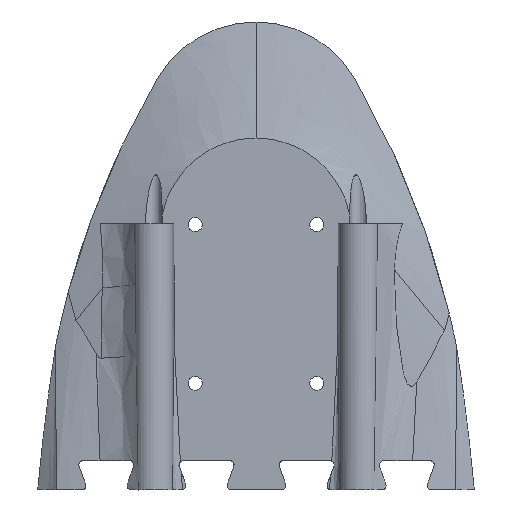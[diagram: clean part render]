
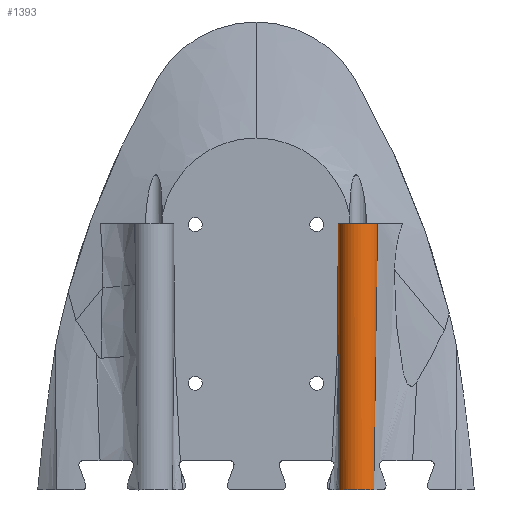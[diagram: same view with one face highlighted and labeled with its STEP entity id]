
A CAD part, front view. The second image highlights one B-rep face of the part: STEP entity #1393.
In plain terms, the highlighted cylindrical face has radius 7 mm (diameter 14 mm), a partial arc.
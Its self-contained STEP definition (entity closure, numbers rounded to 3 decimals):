
#131=FACE_OUTER_BOUND('',#214,.T.);
#214=EDGE_LOOP('',(#1250,#1251,#1252,#1253));
#250=CIRCLE('',#1485,7.);
#282=CIRCLE('',#1535,7.);
#487=B_SPLINE_CURVE_WITH_KNOTS('',3,(#2674,#2675,#2676,#2677,#2678),
 .UNSPECIFIED.,.F.,.F.,(4,1,4),(-1.013,2.841,8.081),
 .UNSPECIFIED.);
#497=B_SPLINE_CURVE_WITH_KNOTS('',3,(#2911,#2912,#2913,#2914,#2915,#2916),
 .UNSPECIFIED.,.F.,.F.,(4,1,1,4),(-9.052,-6.466,-3.879,
0.),.UNSPECIFIED.);
#602=VERTEX_POINT('',#2549);
#603=VERTEX_POINT('',#2560);
#608=VERTEX_POINT('',#2639);
#621=VERTEX_POINT('',#2761);
#773=EDGE_CURVE('',#603,#602,#250,.T.);
#781=EDGE_CURVE('',#608,#602,#487,.T.);
#827=EDGE_CURVE('',#603,#621,#497,.T.);
#865=EDGE_CURVE('',#621,#608,#282,.T.);
#1250=ORIENTED_EDGE('',*,*,#773,.T.);
#1251=ORIENTED_EDGE('',*,*,#781,.F.);
#1252=ORIENTED_EDGE('',*,*,#865,.F.);
#1253=ORIENTED_EDGE('',*,*,#827,.F.);
#1324=CYLINDRICAL_SURFACE('',#1534,7.);
#1393=ADVANCED_FACE('',(#131),#1324,.T.);
#1485=AXIS2_PLACEMENT_3D('',#2561,#1721,#1722);
#1534=AXIS2_PLACEMENT_3D('',#3462,#1841,#1842);
#1535=AXIS2_PLACEMENT_3D('',#3463,#1843,#1844);
#1721=DIRECTION('center_axis',(0.,0.,1.));
#1722=DIRECTION('ref_axis',(1.,0.,0.));
#1841=DIRECTION('center_axis',(0.,0.,-1.));
#1842=DIRECTION('ref_axis',(1.,0.,0.));
#1843=DIRECTION('center_axis',(0.,0.,1.));
#1844=DIRECTION('ref_axis',(1.,0.,0.));
#2549=CARTESIAN_POINT('',(39.611,-12.897,129.483));
#2560=CARTESIAN_POINT('',(28.042,-10.424,129.483));
#2561=CARTESIAN_POINT('Origin',(34.609,-8.,129.483));
#2639=CARTESIAN_POINT('',(40.9,-11.069,220.));
#2674=CARTESIAN_POINT('Ctrl Pts',(40.9,-11.069,220.));
#2675=CARTESIAN_POINT('Ctrl Pts',(40.804,-11.266,207.181));
#2676=CARTESIAN_POINT('Ctrl Pts',(40.518,-11.798,176.953));
#2677=CARTESIAN_POINT('Ctrl Pts',(40.018,-12.481,146.806));
#2678=CARTESIAN_POINT('Ctrl Pts',(39.611,-12.897,129.483));
#2761=CARTESIAN_POINT('',(27.609,-8.,220.));
#2911=CARTESIAN_POINT('Ctrl Pts',(28.042,-10.424,129.483));
#2912=CARTESIAN_POINT('Ctrl Pts',(27.875,-9.972,138.104));
#2913=CARTESIAN_POINT('Ctrl Pts',(27.656,-9.065,155.345));
#2914=CARTESIAN_POINT('Ctrl Pts',(27.599,-8.025,185.517));
#2915=CARTESIAN_POINT('Ctrl Pts',(27.609,-8.,207.069));
#2916=CARTESIAN_POINT('Ctrl Pts',(27.609,-8.,220.));
#3462=CARTESIAN_POINT('Origin',(34.609,-8.,220.));
#3463=CARTESIAN_POINT('Origin',(34.609,-8.,220.));
